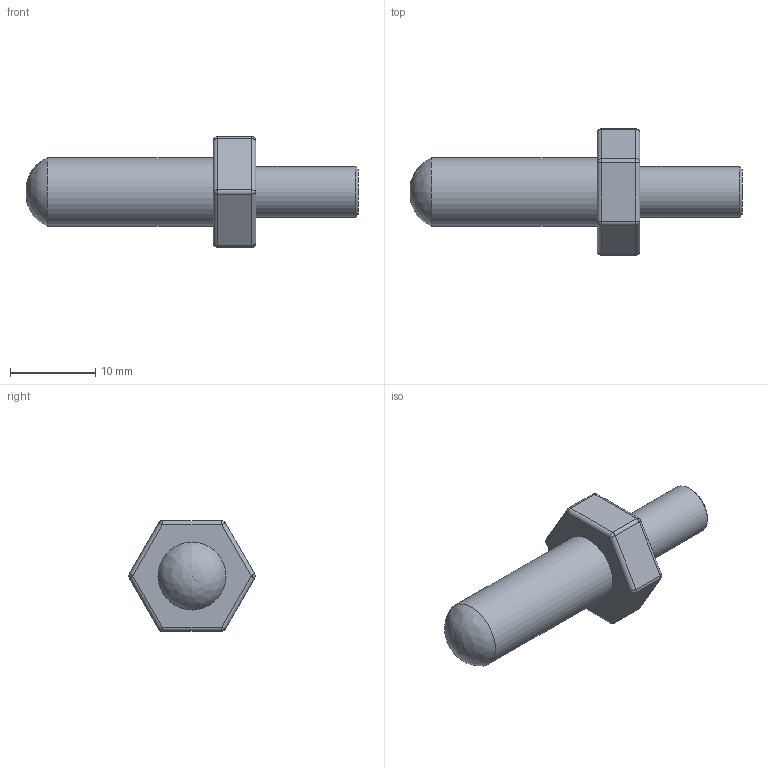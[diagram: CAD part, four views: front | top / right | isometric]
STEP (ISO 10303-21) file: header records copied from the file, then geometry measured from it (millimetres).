
FILE_DESCRIPTION(/* description */ ('PERNO D7 X M6 BL.PINZ.ESAG.13X39/FE-ZINC'),/* implementation_level */ '2;1');
FILE_NAME(/* name */ 'DPEXX0000038-XT10501.stp',/* time_stamp */ '2019-12-16T17:56:22+01:00',/* author */ ('fzagni'),/* organization */ (''),/* preprocessor_version */ 'ST-DEVELOPER v17.2',/* originating_system */ 'Autodesk Inventor 2019',/* authorisation */ '');
FILE_SCHEMA (('AUTOMOTIVE_DESIGN { 1 0 10303 214 3 1 1 }'));
Length unit declared in the file: millimetre
Products named in the file (1): XT10501
Bounding box: 39.01 x 14.86 x 13 mm (x, y, z)
Volume: 2120.7 mm3; surface area: 1231.2 mm2
Topology: 1 solids, 1 shells, 43 faces, 85 edges, 45 vertices
Faces by surface type: cylinder 20, sphere 12, plane 9, cone 1, bspline 1
Full cylindrical faces by diameter (mm): 6 x1, 8 x1
Entity records: 1142 total; most frequent: DIRECTION 215, CARTESIAN_POINT 199, ORIENTED_EDGE 168, AXIS2_PLACEMENT_3D 88, EDGE_CURVE 84, EDGE_LOOP 45, CIRCLE 45, VERTEX_POINT 45
